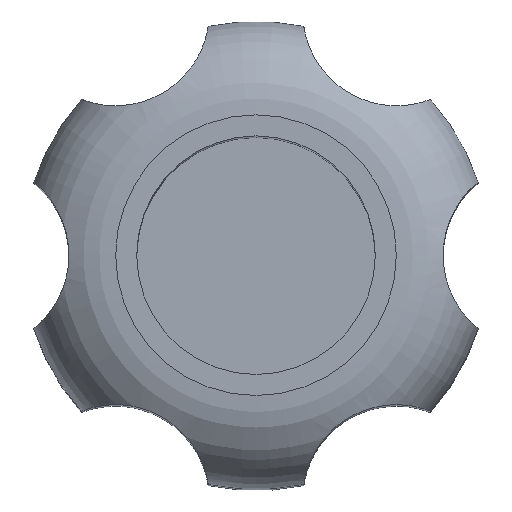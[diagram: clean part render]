
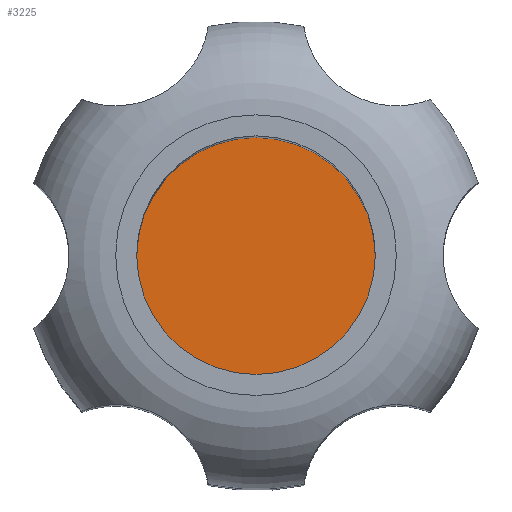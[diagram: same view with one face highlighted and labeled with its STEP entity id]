
A CAD part, top view. The second image highlights one B-rep face of the part: STEP entity #3225.
In plain terms, the highlighted planar face has unit normal (0, 0, 1).
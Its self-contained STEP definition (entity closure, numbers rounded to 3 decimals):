
#3159 = CYLINDRICAL_SURFACE('',#3160,1.275);
#3160 = AXIS2_PLACEMENT_3D('',#3161,#3162,#3163);
#3161 = CARTESIAN_POINT('',(0.,0.,12.));
#3162 = DIRECTION('',(0.,0.,1.));
#3163 = DIRECTION('',(1.,0.,0.));
#3176 = VERTEX_POINT('',#3177);
#3177 = CARTESIAN_POINT('',(1.275,0.,0.5));
#3198 = EDGE_CURVE('',#3176,#3176,#3199,.T.);
#3199 = SURFACE_CURVE('',#3200,(#3205,#3212),.PCURVE_S1.);
#3200 = CIRCLE('',#3201,1.275);
#3201 = AXIS2_PLACEMENT_3D('',#3202,#3203,#3204);
#3202 = CARTESIAN_POINT('',(0.,0.,0.5));
#3203 = DIRECTION('',(0.,0.,1.));
#3204 = DIRECTION('',(1.,0.,0.));
#3205 = PCURVE('',#3159,#3206);
#3206 = DEFINITIONAL_REPRESENTATION('',(#3207),#3211);
#3207 = LINE('',#3208,#3209);
#3208 = CARTESIAN_POINT('',(0.,-11.5));
#3209 = VECTOR('',#3210,1.);
#3210 = DIRECTION('',(1.,0.));
#3211 = ( GEOMETRIC_REPRESENTATION_CONTEXT(2) 
PARAMETRIC_REPRESENTATION_CONTEXT() REPRESENTATION_CONTEXT('2D SPACE',''
  ) );
#3212 = PCURVE('',#3213,#3218);
#3213 = PLANE('',#3214);
#3214 = AXIS2_PLACEMENT_3D('',#3215,#3216,#3217);
#3215 = CARTESIAN_POINT('',(0.,0.,0.5)
  );
#3216 = DIRECTION('',(0.,0.,1.));
#3217 = DIRECTION('',(1.,0.,0.));
#3218 = DEFINITIONAL_REPRESENTATION('',(#3219),#3223);
#3219 = CIRCLE('',#3220,1.275);
#3220 = AXIS2_PLACEMENT_2D('',#3221,#3222);
#3221 = CARTESIAN_POINT('',(0.,0.));
#3222 = DIRECTION('',(1.,0.));
#3223 = ( GEOMETRIC_REPRESENTATION_CONTEXT(2) 
PARAMETRIC_REPRESENTATION_CONTEXT() REPRESENTATION_CONTEXT('2D SPACE',''
  ) );
#3225 = ADVANCED_FACE('',(#3226),#3213,.T.);
#3226 = FACE_BOUND('',#3227,.T.);
#3227 = EDGE_LOOP('',(#3228));
#3228 = ORIENTED_EDGE('',*,*,#3198,.T.);
